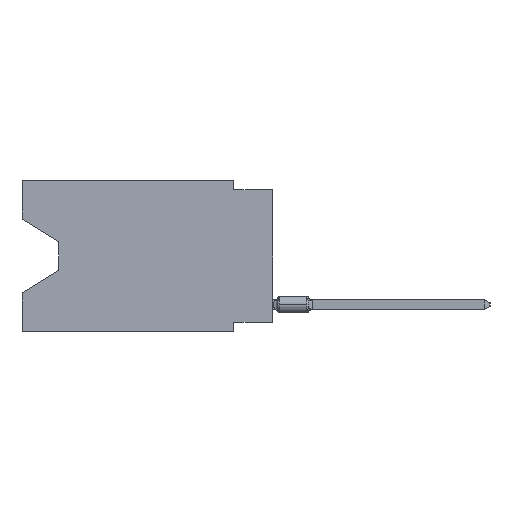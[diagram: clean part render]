
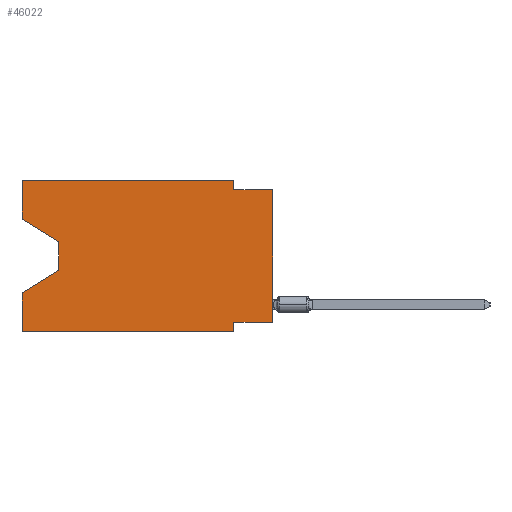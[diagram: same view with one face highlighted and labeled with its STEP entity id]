
A CAD part, left-side view. The second image highlights one B-rep face of the part: STEP entity #46022.
In plain terms, the highlighted planar face has unit normal (-1, 0, 0).
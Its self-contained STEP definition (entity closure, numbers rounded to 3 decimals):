
#82 = CARTESIAN_POINT ( 'NONE',  ( 0., 16.383, 0. ) ) ;
#472 = CARTESIAN_POINT ( 'NONE',  ( 0., 0., 0. ) ) ;
#1497 = CARTESIAN_POINT ( 'NONE',  ( 0., 13.97, -4.013 ) ) ;
#1670 = AXIS2_PLACEMENT_3D ( 'NONE', #38623, #71189, #10128 ) ;
#3880 = PLANE ( 'NONE',  #1670 ) ;
#4341 = LINE ( 'NONE', #18571, #36710 ) ;
#6025 = VERTEX_POINT ( 'NONE', #41925 ) ;
#10128 = DIRECTION ( 'NONE',  ( 0., 0., -1. ) ) ;
#10404 = LINE ( 'NONE', #32982, #38918 ) ;
#10762 = CARTESIAN_POINT ( 'NONE',  ( 0., 13.97, -4.013 ) ) ;
#11232 = EDGE_LOOP ( 'NONE', ( #23041, #35835, #18509, #33297, #19072, #33506, #47326, #23320, #79117, #32968, #15350, #12263 ) ) ;
#11281 = DIRECTION ( 'NONE',  ( 0., -0.855, -0.519 ) ) ;
#12263 = ORIENTED_EDGE ( 'NONE', *, *, #18456, .F. ) ;
#12519 = LINE ( 'NONE', #10762, #81244 ) ;
#13898 = DIRECTION ( 'NONE',  ( 0., 0., 1. ) ) ;
#14131 = VERTEX_POINT ( 'NONE', #1497 ) ;
#15350 = ORIENTED_EDGE ( 'NONE', *, *, #72343, .F. ) ;
#17011 = EDGE_CURVE ( 'NONE', #20425, #67687, #17924, .T. ) ;
#17450 = DIRECTION ( 'NONE',  ( 0., 0., -1. ) ) ;
#17924 = LINE ( 'NONE', #63430, #84031 ) ;
#18456 = EDGE_CURVE ( 'NONE', #6025, #75746, #42855, .T. ) ;
#18509 = ORIENTED_EDGE ( 'NONE', *, *, #18525, .T. ) ;
#18525 = EDGE_CURVE ( 'NONE', #83347, #67687, #50418, .T. ) ;
#18571 = CARTESIAN_POINT ( 'NONE',  ( 0., 2.54, 0. ) ) ;
#19072 = ORIENTED_EDGE ( 'NONE', *, *, #25518, .T. ) ;
#20425 = VERTEX_POINT ( 'NONE', #78305 ) ;
#23041 = ORIENTED_EDGE ( 'NONE', *, *, #68881, .T. ) ;
#23320 = ORIENTED_EDGE ( 'NONE', *, *, #38807, .T. ) ;
#24841 = VECTOR ( 'NONE', #40618, 1000. ) ;
#25518 = EDGE_CURVE ( 'NONE', #20425, #80432, #52385, .T. ) ;
#25764 = CARTESIAN_POINT ( 'NONE',  ( 0., 0., -0.635 ) ) ;
#26446 = EDGE_CURVE ( 'NONE', #83676, #27496, #4341, .T. ) ;
#26947 = VERTEX_POINT ( 'NONE', #67322 ) ;
#27496 = VERTEX_POINT ( 'NONE', #28398 ) ;
#28398 = CARTESIAN_POINT ( 'NONE',  ( 0., 2.54, -0.635 ) ) ;
#28615 = CARTESIAN_POINT ( 'NONE',  ( 0., 13.97, -5.893 ) ) ;
#31200 = VECTOR ( 'NONE', #59287, 1000. ) ;
#32968 = ORIENTED_EDGE ( 'NONE', *, *, #26446, .F. ) ;
#32982 = CARTESIAN_POINT ( 'NONE',  ( 0., 16.383, -2.546 ) ) ;
#33051 = LINE ( 'NONE', #82, #24841 ) ;
#33297 = ORIENTED_EDGE ( 'NONE', *, *, #17011, .F. ) ;
#33506 = ORIENTED_EDGE ( 'NONE', *, *, #39463, .F. ) ;
#34879 = VERTEX_POINT ( 'NONE', #25764 ) ;
#35835 = ORIENTED_EDGE ( 'NONE', *, *, #55305, .T. ) ;
#36698 = VECTOR ( 'NONE', #67021, 1000. ) ;
#36710 = VECTOR ( 'NONE', #72067, 1000. ) ;
#37927 = VERTEX_POINT ( 'NONE', #42700 ) ;
#38623 = CARTESIAN_POINT ( 'NONE',  ( 0., 16.383, 0. ) ) ;
#38807 = EDGE_CURVE ( 'NONE', #37927, #34879, #61525, .T. ) ;
#38918 = VECTOR ( 'NONE', #11281, 1000. ) ;
#39437 = CARTESIAN_POINT ( 'NONE',  ( 0., 0., -0.635 ) ) ;
#39463 = EDGE_CURVE ( 'NONE', #26947, #80432, #53195, .T. ) ;
#40618 = DIRECTION ( 'NONE',  ( 0., -1., 0. ) ) ;
#41925 = CARTESIAN_POINT ( 'NONE',  ( 0., 16.383, -2.546 ) ) ;
#42668 = CARTESIAN_POINT ( 'NONE',  ( 0., 2.54, 0. ) ) ;
#42700 = CARTESIAN_POINT ( 'NONE',  ( 0., 0., -9.271 ) ) ;
#42855 = LINE ( 'NONE', #74954, #42937 ) ;
#42937 = VECTOR ( 'NONE', #13898, 1000. ) ;
#42980 = EDGE_CURVE ( 'NONE', #37927, #26947, #86478, .T. ) ;
#45895 = CARTESIAN_POINT ( 'NONE',  ( 0., 16.383, -7.36 ) ) ;
#46022 = ADVANCED_FACE ( 'NONE', ( #78315 ), #3880, .F. ) ;
#47326 = ORIENTED_EDGE ( 'NONE', *, *, #42980, .F. ) ;
#48329 = CARTESIAN_POINT ( 'NONE',  ( 0., 16.383, 0. ) ) ;
#50418 = LINE ( 'NONE', #83843, #54315 ) ;
#52385 = LINE ( 'NONE', #78701, #60753 ) ;
#53195 = LINE ( 'NONE', #73695, #36698 ) ;
#54315 = VECTOR ( 'NONE', #84712, 1000. ) ;
#55305 = EDGE_CURVE ( 'NONE', #14131, #83347, #12519, .T. ) ;
#59287 = DIRECTION ( 'NONE',  ( 0., 1., 0. ) ) ;
#60753 = VECTOR ( 'NONE', #65764, 1000. ) ;
#61525 = LINE ( 'NONE', #472, #85044 ) ;
#63430 = CARTESIAN_POINT ( 'NONE',  ( 0., 16.383, 0. ) ) ;
#65764 = DIRECTION ( 'NONE',  ( 0., -1., 0. ) ) ;
#66188 = DIRECTION ( 'NONE',  ( 0., -1., 0. ) ) ;
#66869 = CARTESIAN_POINT ( 'NONE',  ( 0., 0., -9.271 ) ) ;
#67021 = DIRECTION ( 'NONE',  ( 0., 0., -1. ) ) ;
#67322 = CARTESIAN_POINT ( 'NONE',  ( 0., 2.54, -9.271 ) ) ;
#67383 = DIRECTION ( 'NONE',  ( 0., 0., 1. ) ) ;
#67687 = VERTEX_POINT ( 'NONE', #45895 ) ;
#68881 = EDGE_CURVE ( 'NONE', #6025, #14131, #10404, .T. ) ;
#71189 = DIRECTION ( 'NONE',  ( 1., 0., 0. ) ) ;
#72067 = DIRECTION ( 'NONE',  ( 0., 0., -1. ) ) ;
#72343 = EDGE_CURVE ( 'NONE', #75746, #83676, #33051, .T. ) ;
#73426 = CARTESIAN_POINT ( 'NONE',  ( 0., 2.54, -9.906 ) ) ;
#73695 = CARTESIAN_POINT ( 'NONE',  ( 0., 2.54, -9.906 ) ) ;
#74954 = CARTESIAN_POINT ( 'NONE',  ( 0., 16.383, 0. ) ) ;
#75646 = EDGE_CURVE ( 'NONE', #27496, #34879, #80437, .T. ) ;
#75746 = VERTEX_POINT ( 'NONE', #48329 ) ;
#77531 = VECTOR ( 'NONE', #66188, 1000. ) ;
#78305 = CARTESIAN_POINT ( 'NONE',  ( 0., 16.383, -9.906 ) ) ;
#78315 = FACE_OUTER_BOUND ( 'NONE', #11232, .T. ) ;
#78701 = CARTESIAN_POINT ( 'NONE',  ( 0., 16.383, -9.906 ) ) ;
#79117 = ORIENTED_EDGE ( 'NONE', *, *, #75646, .F. ) ;
#80432 = VERTEX_POINT ( 'NONE', #73426 ) ;
#80437 = LINE ( 'NONE', #39437, #77531 ) ;
#81244 = VECTOR ( 'NONE', #17450, 1000. ) ;
#82462 = DIRECTION ( 'NONE',  ( 0., 0., 1. ) ) ;
#83347 = VERTEX_POINT ( 'NONE', #28615 ) ;
#83676 = VERTEX_POINT ( 'NONE', #42668 ) ;
#83843 = CARTESIAN_POINT ( 'NONE',  ( 0., 13.97, -5.893 ) ) ;
#84031 = VECTOR ( 'NONE', #67383, 1000. ) ;
#84712 = DIRECTION ( 'NONE',  ( 0., 0.855, -0.519 ) ) ;
#85044 = VECTOR ( 'NONE', #82462, 1000. ) ;
#86478 = LINE ( 'NONE', #66869, #31200 ) ;
